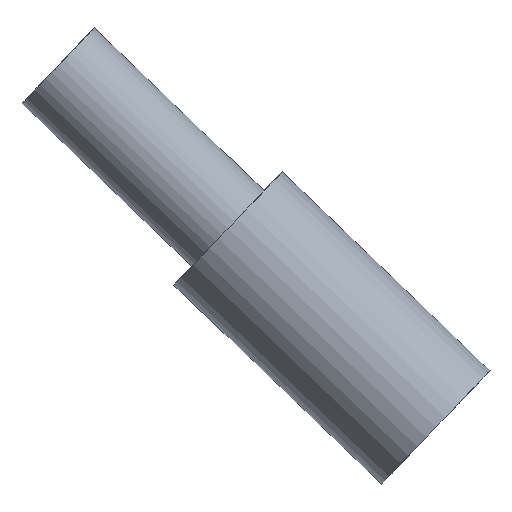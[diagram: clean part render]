
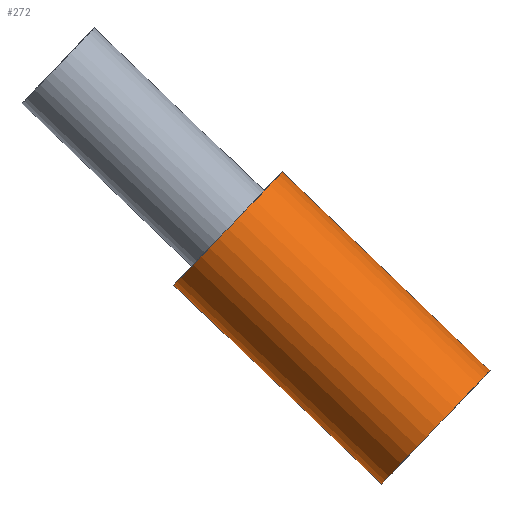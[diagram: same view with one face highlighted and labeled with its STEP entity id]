
A CAD part, front view. The second image highlights one B-rep face of the part: STEP entity #272.
In plain terms, the highlighted cylindrical face has radius 3 mm (diameter 6 mm), a partial arc.
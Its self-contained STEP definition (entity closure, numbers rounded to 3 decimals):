
#33=DIRECTION('',(-0.722,0.,0.692));
#34=VECTOR('',#33,11.);
#35=CARTESIAN_POINT('',(10.91,3.111,-15.171));
#36=LINE('',#35,#34);
#42=CARTESIAN_POINT('',(5.041,3.111,-5.396));
#43=DIRECTION('',(-0.722,0.,0.692));
#44=DIRECTION('',(-0.692,0.,-0.722));
#45=AXIS2_PLACEMENT_3D('',#42,#43,#44);
#57=DIRECTION('',(-0.722,0.,0.692));
#58=VECTOR('',#57,11.);
#59=CARTESIAN_POINT('',(15.06,3.111,-10.838));
#60=LINE('',#59,#58);
#66=CARTESIAN_POINT('',(12.985,3.111,-13.004));
#67=DIRECTION('',(0.722,0.,-0.692));
#68=DIRECTION('',(0.692,0.,0.722));
#69=AXIS2_PLACEMENT_3D('',#66,#67,#68);
#191=CARTESIAN_POINT('',(15.06,3.111,-10.838));
#192=CARTESIAN_POINT('',(10.91,3.111,-15.171));
#193=VERTEX_POINT('',#191);
#194=VERTEX_POINT('',#192);
#203=CARTESIAN_POINT('',(2.966,3.111,-7.563));
#204=CARTESIAN_POINT('',(7.116,3.111,-3.229));
#205=VERTEX_POINT('',#203);
#206=VERTEX_POINT('',#204);
#260=CARTESIAN_POINT('',(5.041,3.111,-5.396));
#261=DIRECTION('',(0.722,0.,-0.692));
#262=DIRECTION('',(-0.692,0.,-0.722));
#263=AXIS2_PLACEMENT_3D('',#260,#261,#262);
#264=CYLINDRICAL_SURFACE('',#263,3.);
#265=ORIENTED_EDGE('',*,*,#224,.F.);
#267=ORIENTED_EDGE('',*,*,#266,.T.);
#268=ORIENTED_EDGE('',*,*,#220,.T.);
#269=ORIENTED_EDGE('',*,*,#242,.T.);
#270=EDGE_LOOP('',(#265,#267,#268,#269));
#271=FACE_OUTER_BOUND('',#270,.F.);
#272=ADVANCED_FACE('',(#271),#264,.T.);
#46=CIRCLE('',#45,3.);
#70=CIRCLE('',#69,3.);
#220=EDGE_CURVE('',#194,#205,#36,.T.);
#224=EDGE_CURVE('',#193,#206,#60,.T.);
#242=EDGE_CURVE('',#205,#206,#46,.T.);
#266=EDGE_CURVE('',#193,#194,#70,.T.);
